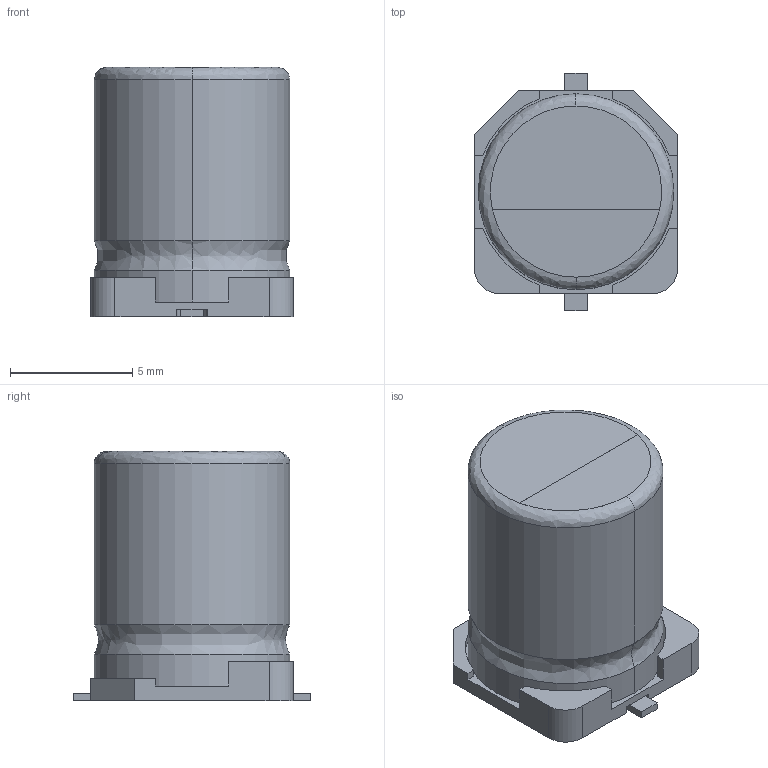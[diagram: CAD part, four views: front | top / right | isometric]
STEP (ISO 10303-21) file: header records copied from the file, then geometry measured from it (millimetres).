
FILE_DESCRIPTION(('FreeCAD Model'),'2;1');
FILE_NAME('User_Library_A3D_003_00018_cp.step', '2020-02-08T18:05:46',('kicad StepUp'),('ksu MCAD'), 'Open CASCADE STEP processor 7.3','FreeCAD','Unknown');
FILE_SCHEMA(('AUTOMOTIVE_DESIGN { 1 0 10303 214 1 1 1 1 }'));
Length unit declared in the file: millimetre
Products named in the file (1): User_Library_A3D_003_00018_cp
Bounding box: 8.3 x 9.7 x 10.2 mm (x, y, z)
Volume: 524.6 mm3; surface area: 532.2 mm2
Topology: 4 solids, 4 shells, 87 faces, 225 edges, 138 vertices
Faces by surface type: plane 52, cylinder 23, bspline 12
Entity records: 3355 total; most frequent: CARTESIAN_POINT 649, DIRECTION 438, ORIENTED_EDGE 434, EDGE_CURVE 217, AXIS2_PLACEMENT_3D 151, VERTEX_POINT 138, LINE 136, VECTOR 136
